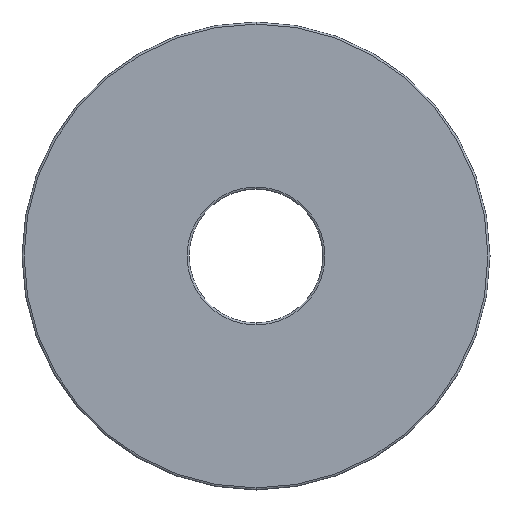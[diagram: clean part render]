
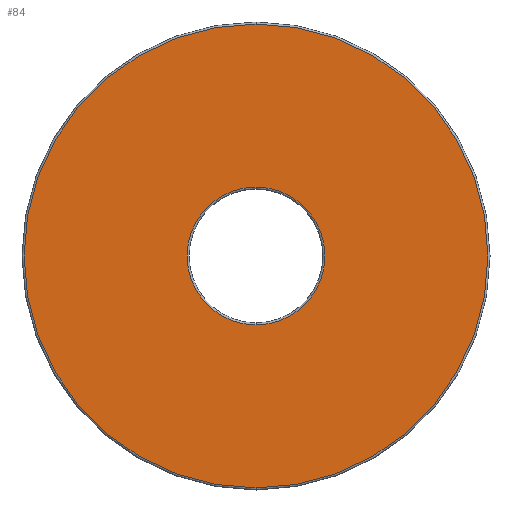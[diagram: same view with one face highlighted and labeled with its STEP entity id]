
A CAD part, front view. The second image highlights one B-rep face of the part: STEP entity #84.
In plain terms, the highlighted planar face has unit normal (0, -1, 0).
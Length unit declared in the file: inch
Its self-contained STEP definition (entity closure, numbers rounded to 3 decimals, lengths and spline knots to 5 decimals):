
#55 = CARTESIAN_POINT ( 'NONE',  ( 0., -0.0965, 0. ) ) ;
#58 = EDGE_LOOP ( 'NONE', ( #335, #571 ) ) ;
#84 = ADVANCED_FACE ( 'NONE', ( #1152, #767 ), #1167, .F. ) ;
#97 = AXIS2_PLACEMENT_3D ( 'NONE', #1194, #327, #1344 ) ;
#206 = DIRECTION ( 'NONE',  ( 0., 0., 1. ) ) ;
#217 = EDGE_CURVE ( 'NONE', #1423, #784, #593, .T. ) ;
#259 = CIRCLE ( 'NONE', #1470, 0.21682 ) ;
#327 = DIRECTION ( 'NONE',  ( 0., 1., 0. ) ) ;
#335 = ORIENTED_EDGE ( 'NONE', *, *, #369, .T. ) ;
#369 = EDGE_CURVE ( 'NONE', #1226, #1029, #1519, .T. ) ;
#442 = CARTESIAN_POINT ( 'NONE',  ( 0., -0.0965, -0.06443 ) ) ;
#515 = CARTESIAN_POINT ( 'NONE',  ( 0., -0.0965, 0. ) ) ;
#536 = CARTESIAN_POINT ( 'NONE',  ( 0., -0.0965, -0.21682 ) ) ;
#571 = ORIENTED_EDGE ( 'NONE', *, *, #1625, .T. ) ;
#590 = DIRECTION ( 'NONE',  ( 0., 1., 0. ) ) ;
#593 = CIRCLE ( 'NONE', #97, 0.06443 ) ;
#618 = ORIENTED_EDGE ( 'NONE', *, *, #1759, .T. ) ;
#659 = DIRECTION ( 'NONE',  ( 0., 0., 1. ) ) ;
#694 = DIRECTION ( 'NONE',  ( 0., 1., 0. ) ) ;
#767 = FACE_OUTER_BOUND ( 'NONE', #58, .T. ) ;
#784 = VERTEX_POINT ( 'NONE', #442 ) ;
#1013 = AXIS2_PLACEMENT_3D ( 'NONE', #1454, #590, #1596 ) ;
#1029 = VERTEX_POINT ( 'NONE', #536 ) ;
#1051 = AXIS2_PLACEMENT_3D ( 'NONE', #1555, #694, #1706 ) ;
#1053 = EDGE_LOOP ( 'NONE', ( #1741, #618 ) ) ;
#1082 = DIRECTION ( 'NONE',  ( 0., -1., 0. ) ) ;
#1108 = CIRCLE ( 'NONE', #1051, 0.06443 ) ;
#1152 = FACE_BOUND ( 'NONE', #1053, .T. ) ;
#1167 = PLANE ( 'NONE',  #1013 ) ;
#1194 = CARTESIAN_POINT ( 'NONE',  ( 0., -0.0965, 0. ) ) ;
#1226 = VERTEX_POINT ( 'NONE', #1256 ) ;
#1256 = CARTESIAN_POINT ( 'NONE',  ( 0., -0.0965, 0.21682 ) ) ;
#1344 = DIRECTION ( 'NONE',  ( 0., 0., 1. ) ) ;
#1423 = VERTEX_POINT ( 'NONE', #1591 ) ;
#1454 = CARTESIAN_POINT ( 'NONE',  ( 0., -0.0965, 0.21875 ) ) ;
#1470 = AXIS2_PLACEMENT_3D ( 'NONE', #55, #1082, #206 ) ;
#1519 = CIRCLE ( 'NONE', #1656, 0.21682 ) ;
#1522 = DIRECTION ( 'NONE',  ( 0., -1., 0. ) ) ;
#1555 = CARTESIAN_POINT ( 'NONE',  ( 0., -0.0965, 0. ) ) ;
#1591 = CARTESIAN_POINT ( 'NONE',  ( 0., -0.0965, 0.06443 ) ) ;
#1596 = DIRECTION ( 'NONE',  ( 0., 0., 1. ) ) ;
#1625 = EDGE_CURVE ( 'NONE', #1029, #1226, #259, .T. ) ;
#1656 = AXIS2_PLACEMENT_3D ( 'NONE', #515, #1522, #659 ) ;
#1706 = DIRECTION ( 'NONE',  ( 0., 0., 1. ) ) ;
#1741 = ORIENTED_EDGE ( 'NONE', *, *, #217, .T. ) ;
#1759 = EDGE_CURVE ( 'NONE', #784, #1423, #1108, .T. ) ;
